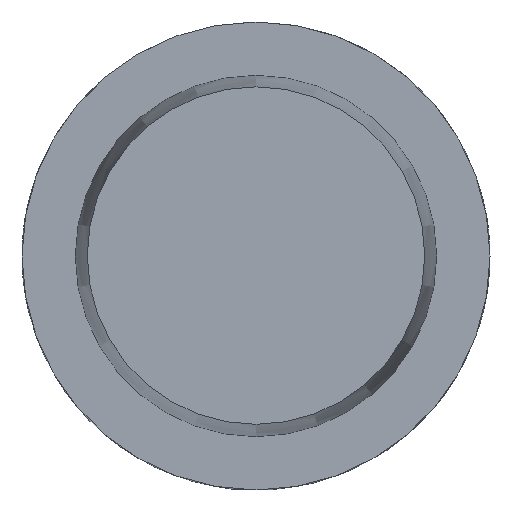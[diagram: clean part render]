
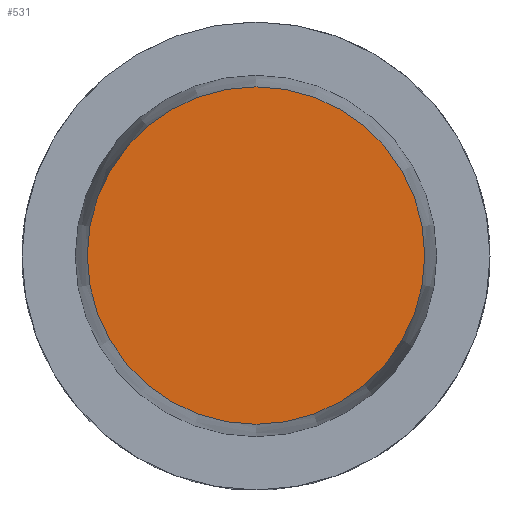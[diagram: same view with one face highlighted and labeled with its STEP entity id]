
A CAD part, top view. The second image highlights one B-rep face of the part: STEP entity #531.
In plain terms, the highlighted planar face has unit normal (0, 0, 1).
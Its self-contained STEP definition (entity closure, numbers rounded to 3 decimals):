
#508=EDGE_CURVE('240[2]',#1029,#1029,#1030,.T.);
#531=ADVANCED_FACE('240[2]',(#1060),#1061,.T.);
#1029=VERTEX_POINT('',#2038);
#1030=CIRCLE('',#2039,22.715);
#1060=FACE_OUTER_BOUND('',#2089,.T.);
#1061=PLANE('',#2090);
#2038=CARTESIAN_POINT('',(0.,22.715,32.));
#2039=AXIS2_PLACEMENT_3D('',#2699,#2700,#2701);
#2089=EDGE_LOOP('',(#2739));
#2090=AXIS2_PLACEMENT_3D('',#2740,#2741,#2742);
#2699=CARTESIAN_POINT('',(0.,0.,32.0));
#2700=DIRECTION('',(0.,0.,1.0));
#2701=DIRECTION('',(0.,1.0,0.));
#2739=ORIENTED_EDGE('',*,*,#508,.T.);
#2740=CARTESIAN_POINT('',(0.,11.357,32.));
#2741=DIRECTION('',(0.,0.,1.0));
#2742=DIRECTION('',(0.,1.0,0.));
